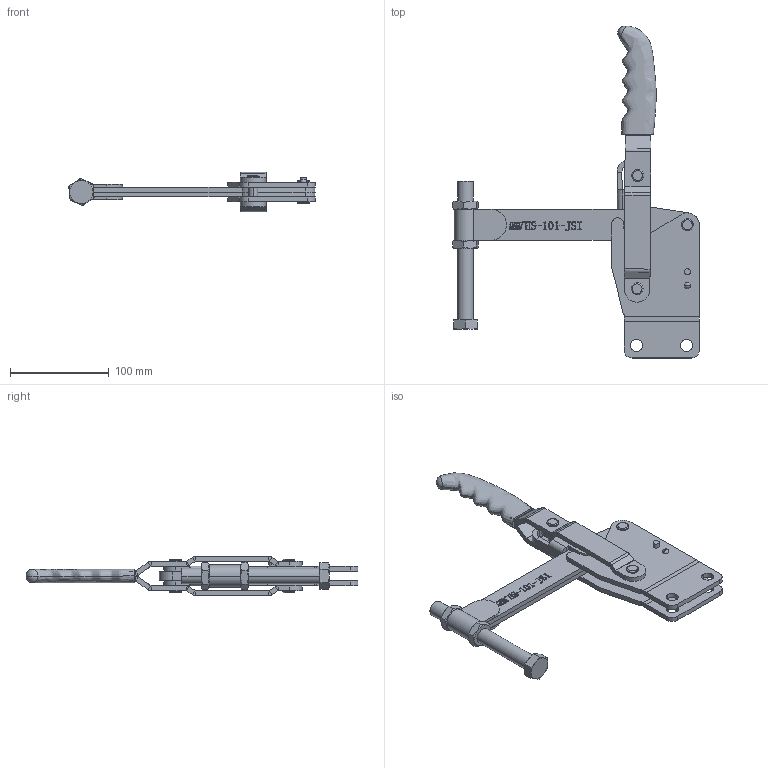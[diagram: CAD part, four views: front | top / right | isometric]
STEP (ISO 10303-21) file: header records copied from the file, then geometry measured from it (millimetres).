
FILE_DESCRIPTION (( 'STEP AP203' ), '1' );
FILE_NAME ('HS-101-JSI 装配体.STEP', '2018-12-07T01:57:13', ( 'PCOS' ), ( '微软中国' ), 'SwSTEP 2.0', 'SolidWorks 2012', '' );
FILE_SCHEMA (( 'CONFIG_CONTROL_DESIGN' ));
Length unit declared in the file: millimetre
Products named in the file (14): HS-101-JSI 蚾饜极; 眻忒梟蚾饜极; 忒梟; 忒參; 酗种; 妗陑揤參蚾饜极; hex thin nuts-grades ab-chamfered gb_GB_FASTENER_NUT_STNAB M16-N; hexagon head bolts-full thread gb_GB_FASTENER_BOLT_STBAB A M16X140-C; 妗陑揤參; 標; 蟀裝; 傻种; 眻菁釱衵; 眻菁釱酘
Assembly tree (18 placements, depth 3):
  HS-101-JSI 蚾饜极
    眻菁釱酘
    眻菁釱衵
    傻种  x2
    蟀裝
    妗陑揤參蚾饜极
      標
      妗陑揤參  x2
      hexagon head bolts-full thread gb_GB_FASTENER_BOLT_STBAB A M16X140-C
      hex thin nuts-grades ab-chamfered gb_GB_FASTENER_NUT_STNAB M16-N  x2
    酗种  x2
    眻忒梟蚾饜极
      忒參
      忒梟  x2
Bounding box: 250.11 x 337.01 x 40 mm (x, y, z)
Volume: 337235.5 mm3; surface area: 149905.2 mm2
Topology: 16 solids, 16 shells, 1149 faces, 2963 edges, 1912 vertices
Faces by surface type: plane 632, bspline 270, cylinder 201, cone 26, torus 16, sphere 4
Entity records: 29817 total; most frequent: CARTESIAN_POINT 12813, ORIENTED_EDGE 3382, DIRECTION 2797, EDGE_CURVE 1691, VERTEX_POINT 1086, VECTOR 1077, LINE 1077, AXIS2_PLACEMENT_3D 860
